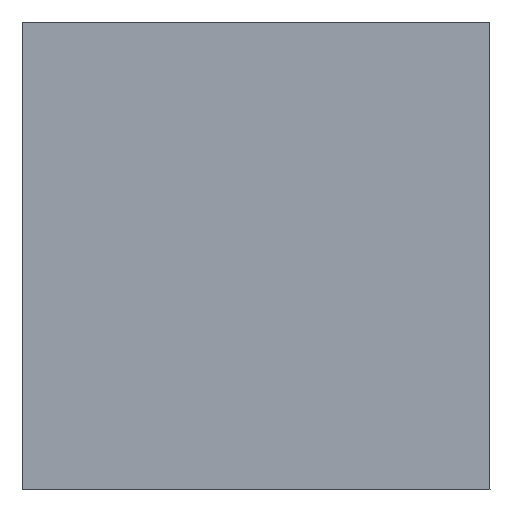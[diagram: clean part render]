
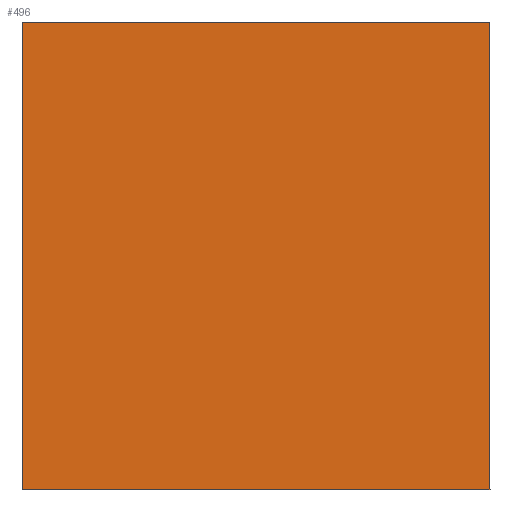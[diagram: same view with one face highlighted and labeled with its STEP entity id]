
A CAD part, left-side view. The second image highlights one B-rep face of the part: STEP entity #496.
In plain terms, the highlighted planar face has unit normal (-1, 0, 0).
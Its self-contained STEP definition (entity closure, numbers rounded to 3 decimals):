
#58 = VERTEX_POINT ( 'NONE', #1671 ) ;
#84 = LINE ( 'NONE', #690, #1352 ) ;
#147 = ORIENTED_EDGE ( 'NONE', *, *, #1511, .T. ) ;
#164 = VECTOR ( 'NONE', #388, 1000. ) ;
#166 = DIRECTION ( 'NONE',  ( 0., 0., -1. ) ) ;
#218 = VECTOR ( 'NONE', #1790, 1000. ) ;
#277 = CARTESIAN_POINT ( 'NONE',  ( 0., 3., 3. ) ) ;
#341 = DIRECTION ( 'NONE',  ( 0., 1., 0. ) ) ;
#388 = DIRECTION ( 'NONE',  ( 0., 0., 1. ) ) ;
#496 = ADVANCED_FACE ( 'NONE', ( #1545 ), #1449, .T. ) ;
#504 = EDGE_LOOP ( 'NONE', ( #147, #1870, #1124, #1092 ) ) ;
#622 = CARTESIAN_POINT ( 'NONE',  ( 0., 3., 3. ) ) ;
#625 = CARTESIAN_POINT ( 'NONE',  ( 0., -3., 3. ) ) ;
#659 = LINE ( 'NONE', #625, #164 ) ;
#690 = CARTESIAN_POINT ( 'NONE',  ( 0., 3., 3. ) ) ;
#826 = CARTESIAN_POINT ( 'NONE',  ( 0., 3., -3. ) ) ;
#834 = LINE ( 'NONE', #1450, #218 ) ;
#954 = VERTEX_POINT ( 'NONE', #1912 ) ;
#977 = VERTEX_POINT ( 'NONE', #277 ) ;
#1020 = AXIS2_PLACEMENT_3D ( 'NONE', #1102, #1113, #1405 ) ;
#1078 = VECTOR ( 'NONE', #341, 1000. ) ;
#1092 = ORIENTED_EDGE ( 'NONE', *, *, #1220, .T. ) ;
#1102 = CARTESIAN_POINT ( 'NONE',  ( 0., 0., 0. ) ) ;
#1113 = DIRECTION ( 'NONE',  ( -1., 0., 0. ) ) ;
#1124 = ORIENTED_EDGE ( 'NONE', *, *, #1683, .T. ) ;
#1220 = EDGE_CURVE ( 'NONE', #954, #977, #1542, .T. ) ;
#1352 = VECTOR ( 'NONE', #166, 1000. ) ;
#1386 = EDGE_CURVE ( 'NONE', #1662, #58, #834, .T. ) ;
#1405 = DIRECTION ( 'NONE',  ( 0., -1., 0. ) ) ;
#1449 = PLANE ( 'NONE',  #1020 ) ;
#1450 = CARTESIAN_POINT ( 'NONE',  ( 0., 3., -3. ) ) ;
#1511 = EDGE_CURVE ( 'NONE', #977, #1662, #84, .T. ) ;
#1542 = LINE ( 'NONE', #622, #1078 ) ;
#1545 = FACE_OUTER_BOUND ( 'NONE', #504, .T. ) ;
#1662 = VERTEX_POINT ( 'NONE', #826 ) ;
#1671 = CARTESIAN_POINT ( 'NONE',  ( 0., -3., -3. ) ) ;
#1683 = EDGE_CURVE ( 'NONE', #58, #954, #659, .T. ) ;
#1790 = DIRECTION ( 'NONE',  ( 0., -1., 0. ) ) ;
#1870 = ORIENTED_EDGE ( 'NONE', *, *, #1386, .T. ) ;
#1912 = CARTESIAN_POINT ( 'NONE',  ( 0., -3., 3. ) ) ;
